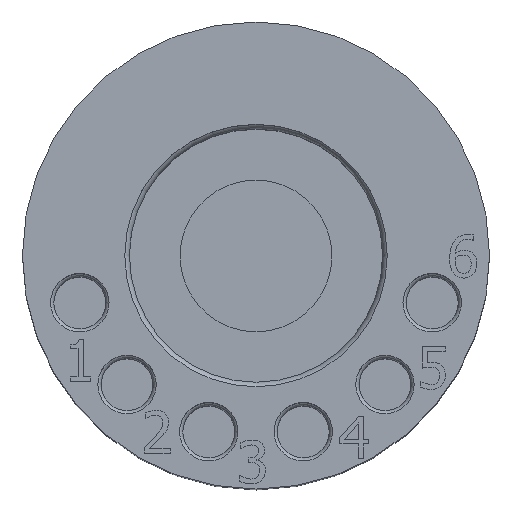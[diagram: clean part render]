
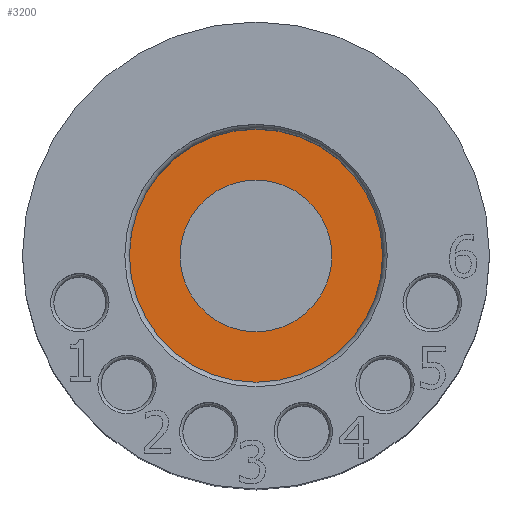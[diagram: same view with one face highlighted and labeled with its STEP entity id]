
A CAD part, top view. The second image highlights one B-rep face of the part: STEP entity #3200.
In plain terms, the highlighted planar face has unit normal (0, 0, 1).
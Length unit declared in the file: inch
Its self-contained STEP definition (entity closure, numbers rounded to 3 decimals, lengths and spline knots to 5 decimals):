
#170=CIRCLE($,#3429,0.1625);
#171=CIRCLE($,#3431,0.281);
#262=FACE_BOUND($,#936,.T.);
#645=FACE_OUTER_BOUND($,#935,.T.);
#935=EDGE_LOOP($,(#2912));
#936=EDGE_LOOP($,(#2913));
#1674=VERTEX_POINT($,#5877);
#1675=VERTEX_POINT($,#5880);
#2094=EDGE_CURVE($,#1674,#1674,#170,.T.);
#2095=EDGE_CURVE($,#1675,#1675,#171,.T.);
#2912=ORIENTED_EDGE($,*,*,#2095,.T.);
#2913=ORIENTED_EDGE($,*,*,#2094,.F.);
#2996=PLANE($,#3433);
#3200=ADVANCED_FACE($,(#645,#262),#2996,.F.);
#3429=AXIS2_PLACEMENT_3D($,#5878,#4072,#4073);
#3431=AXIS2_PLACEMENT_3D($,#5881,#4076,#4077);
#3433=AXIS2_PLACEMENT_3D($,#5883,#4080,#4081);
#4072=DIRECTION('center_axis',(0.,0.,1.));
#4073=DIRECTION('ref_axis',(0.,-1.,0.));
#4076=DIRECTION('center_axis',(0.,0.,1.));
#4077=DIRECTION('ref_axis',(0.,-1.,0.));
#4080=DIRECTION('center_axis',(0.,0.,-1.));
#4081=DIRECTION('ref_axis',(0.,1.,0.));
#5877=CARTESIAN_POINT('',(0.,0.1625,0.));
#5878=CARTESIAN_POINT('Origin',(0.,0.,0.));
#5880=CARTESIAN_POINT('',(0.,-0.281,0.));
#5881=CARTESIAN_POINT('Origin',(0.,0.,0.));
#5883=CARTESIAN_POINT('Origin',(0.,0.1625,0.));
